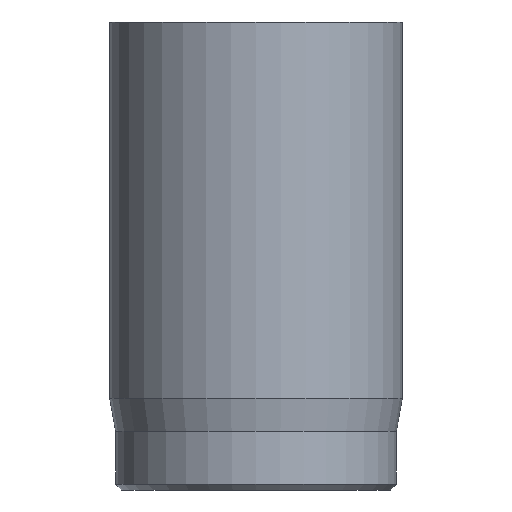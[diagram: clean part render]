
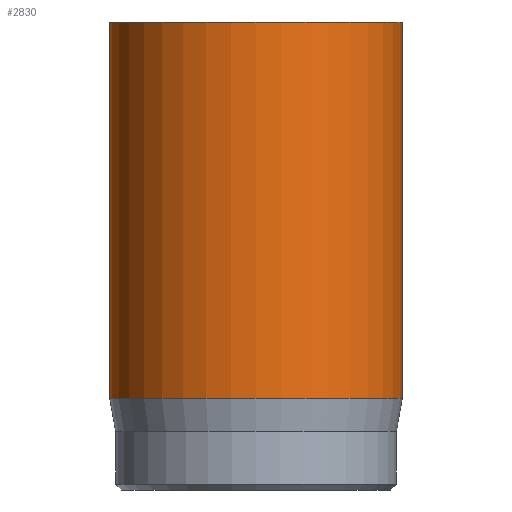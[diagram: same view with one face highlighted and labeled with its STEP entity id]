
A CAD part, front view. The second image highlights one B-rep face of the part: STEP entity #2830.
In plain terms, the highlighted cylindrical face has radius 2.5 mm (diameter 5 mm), a full revolution.
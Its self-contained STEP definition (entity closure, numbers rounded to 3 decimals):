
#397=CYLINDRICAL_SURFACE('',#2966,2.5);
#537=FACE_OUTER_BOUND('',#711,.T.);
#711=EDGE_LOOP('',(#2571,#2572,#2573,#2574,#2575));
#886=LINE('',#5618,#1072);
#1072=VECTOR('',#3256,2.5);
#1113=CIRCLE('',#2948,2.5);
#1120=CIRCLE('',#2964,2.5);
#1121=CIRCLE('',#2965,2.5);
#1375=VERTEX_POINT('',#5585);
#1382=VERTEX_POINT('',#5612);
#1383=VERTEX_POINT('',#5613);
#1774=EDGE_CURVE('',#1375,#1375,#1113,.T.);
#1785=EDGE_CURVE('',#1382,#1383,#1120,.T.);
#1786=EDGE_CURVE('',#1383,#1382,#1121,.T.);
#1788=EDGE_CURVE('',#1375,#1382,#886,.T.);
#2571=ORIENTED_EDGE('',*,*,#1774,.T.);
#2572=ORIENTED_EDGE('',*,*,#1788,.T.);
#2573=ORIENTED_EDGE('',*,*,#1785,.T.);
#2574=ORIENTED_EDGE('',*,*,#1786,.T.);
#2575=ORIENTED_EDGE('',*,*,#1788,.F.);
#2830=ADVANCED_FACE('',(#537),#397,.T.);
#2948=AXIS2_PLACEMENT_3D('',#5586,#3213,#3214);
#2964=AXIS2_PLACEMENT_3D('',#5614,#3249,#3250);
#2965=AXIS2_PLACEMENT_3D('',#5615,#3251,#3252);
#2966=AXIS2_PLACEMENT_3D('',#5617,#3254,#3255);
#3213=DIRECTION('center_axis',(0.,0.,-1.));
#3214=DIRECTION('ref_axis',(-1.,0.,0.));
#3249=DIRECTION('center_axis',(0.,0.,1.));
#3250=DIRECTION('ref_axis',(-1.,0.,0.));
#3251=DIRECTION('center_axis',(0.,0.,1.));
#3252=DIRECTION('ref_axis',(-1.,0.,0.));
#3254=DIRECTION('center_axis',(0.,0.,1.));
#3255=DIRECTION('ref_axis',(-1.,0.,0.));
#3256=DIRECTION('',(0.,0.,-1.));
#5585=CARTESIAN_POINT('',(2.5,0.,8.));
#5586=CARTESIAN_POINT('Origin',(0.,0.,8.));
#5612=CARTESIAN_POINT('',(2.5,0.,1.567));
#5613=CARTESIAN_POINT('',(-2.5,0.,1.567));
#5614=CARTESIAN_POINT('Origin',(0.,0.,1.567));
#5615=CARTESIAN_POINT('Origin',(0.,0.,1.567));
#5617=CARTESIAN_POINT('Origin',(0.,0.,0.));
#5618=CARTESIAN_POINT('',(2.5,0.,0.));
